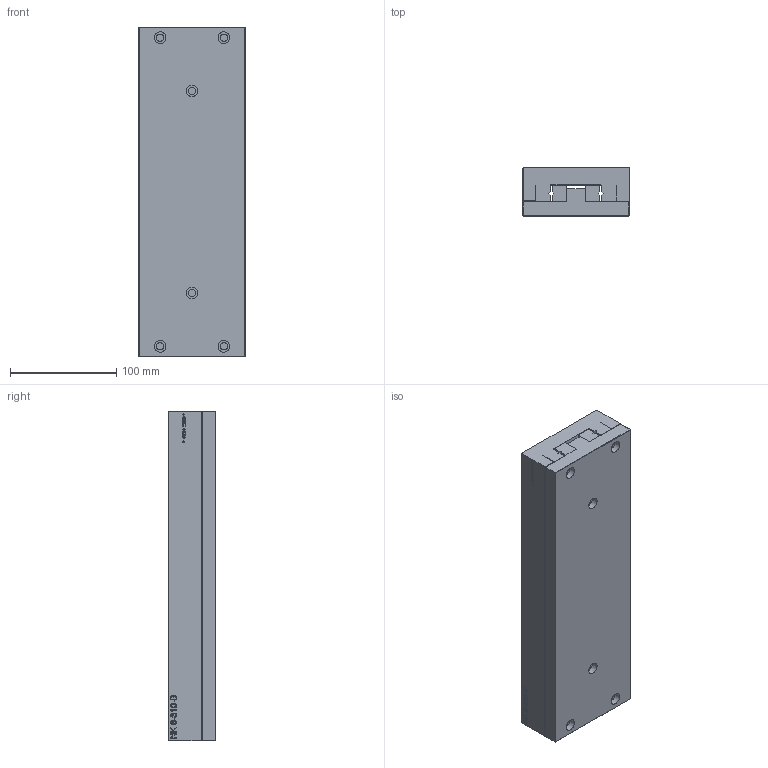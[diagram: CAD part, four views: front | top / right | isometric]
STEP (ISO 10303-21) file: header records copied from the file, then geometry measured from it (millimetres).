
FILE_DESCRIPTION(('FreeCAD Model'),'2;1');
FILE_NAME('NK 6-310-B.step', '2020-06-23T15:40:04',('Author'),(''), 'Open CASCADE STEP processor 6.8','FreeCAD','Unknown');
FILE_SCHEMA(('AUTOMOTIVE_DESIGN_CC2 { 1 2 10303 214 -1 1 5 4 }'));
Length unit declared in the file: millimetre
Products named in the file (3): ASSEMBLY; UT; OT
Assembly tree (2 placements, depth 2):
  ASSEMBLY
    UT
    OT
Bounding box: 100 x 45 x 310 mm (x, y, z)
Volume: 1347330.4 mm3; surface area: 238241 mm2
Topology: 4 solids, 4 shells, 761 faces, 2084 edges, 1372 vertices
Faces by surface type: extrusion 433, plane 295, cylinder 22, cone 10, bspline 1
Full cylindrical faces by diameter (mm): 6 x10, 7 x6, 11 x6
Entity records: 52148 total; most frequent: CARTESIAN_POINT 13242, DIRECTION 5658, VECTOR 4788, LINE 4355, ORIENTED_EDGE 4168, PCURVE 4168, DEFINITIONAL_REPRESENTATION 4168, B_SPLINE_CURVE_WITH_KNOTS 2192
